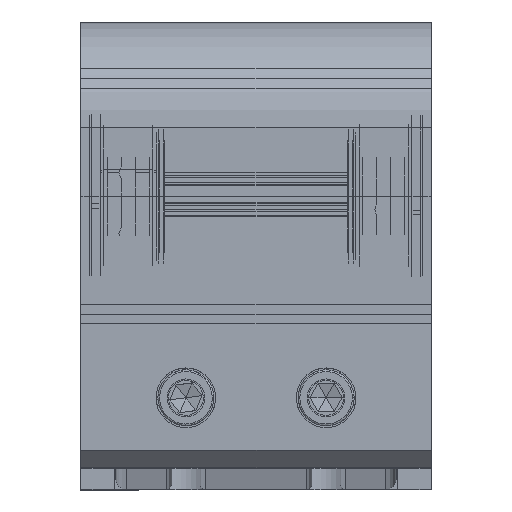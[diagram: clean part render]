
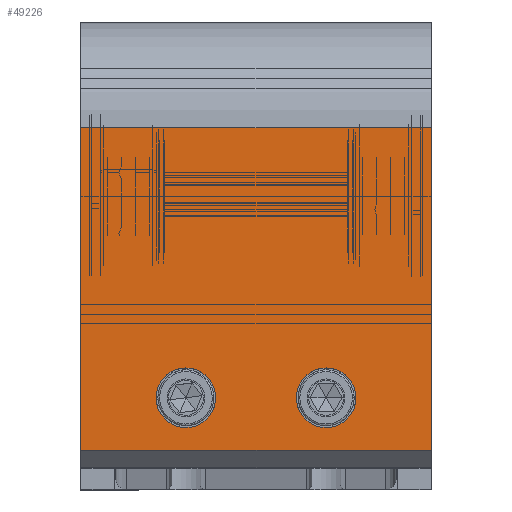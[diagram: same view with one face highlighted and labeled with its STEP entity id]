
A CAD part, top view. The second image highlights one B-rep face of the part: STEP entity #49226.
In plain terms, the highlighted planar face has unit normal (0, 0, 1).
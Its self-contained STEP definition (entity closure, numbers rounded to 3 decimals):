
#12747 = DIRECTION ( 'NONE',  ( 1., 0., 0. ) ) ;
#21178 = DIRECTION ( 'NONE',  ( 1., 0., 0. ) ) ;
#25759 = EDGE_CURVE ( 'NONE', #96404, #219722, #225857, .T. ) ;
#32330 = AXIS2_PLACEMENT_3D ( 'NONE', #170074, #267174, #21178 ) ;
#46633 = EDGE_CURVE ( 'NONE', #131108, #96404, #112311, .T. ) ;
#47061 = EDGE_CURVE ( 'NONE', #307971, #260225, #126373, .T. ) ;
#47208 = ORIENTED_EDGE ( 'NONE', *, *, #25759, .F. ) ;
#49226 = ADVANCED_FACE ( 'NONE', ( #117797, #140526, #245560 ), #292599, .F. ) ;
#55461 = AXIS2_PLACEMENT_3D ( 'NONE', #243930, #166342, #219738 ) ;
#66422 = EDGE_CURVE ( 'NONE', #310093, #188994, #229424, .T. ) ;
#75066 = EDGE_LOOP ( 'NONE', ( #260461, #47208, #81859, #206698 ) ) ;
#81859 = ORIENTED_EDGE ( 'NONE', *, *, #46633, .F. ) ;
#88994 = EDGE_LOOP ( 'NONE', ( #298261, #274182 ) ) ;
#96168 = CARTESIAN_POINT ( 'NONE',  ( 101.658, 203.108, 657.202 ) ) ;
#96404 = VERTEX_POINT ( 'NONE', #135314 ) ;
#96495 = CARTESIAN_POINT ( 'NONE',  ( 123.158, 218.108, 657.202 ) ) ;
#98599 = VERTEX_POINT ( 'NONE', #224897 ) ;
#100307 = CARTESIAN_POINT ( 'NONE',  ( 140.158, 218.108, 657.202 ) ) ;
#103171 = CIRCLE ( 'NONE', #206639, 8.5 ) ;
#103273 = DIRECTION ( 'NONE',  ( 0., 0., 1. ) ) ;
#104168 = EDGE_CURVE ( 'NONE', #131108, #98599, #139064, .T. ) ;
#110046 = CARTESIAN_POINT ( 'NONE',  ( 201.658, 295.108, 657.202 ) ) ;
#111326 = LINE ( 'NONE', #211597, #289320 ) ;
#112311 = LINE ( 'NONE', #160905, #178383 ) ;
#117797 = FACE_BOUND ( 'NONE', #153958, .T. ) ;
#123948 = DIRECTION ( 'NONE',  ( -1., 0., 0. ) ) ;
#126373 = CIRCLE ( 'NONE', #286671, 8.5 ) ;
#128879 = EDGE_CURVE ( 'NONE', #260225, #307971, #103171, .T. ) ;
#131108 = VERTEX_POINT ( 'NONE', #209418 ) ;
#135314 = CARTESIAN_POINT ( 'NONE',  ( 201.658, 203.108, 657.202 ) ) ;
#139064 = LINE ( 'NONE', #110046, #187033 ) ;
#140526 = FACE_BOUND ( 'NONE', #88994, .T. ) ;
#141208 = DIRECTION ( 'NONE',  ( 0., 0., 1. ) ) ;
#149835 = CARTESIAN_POINT ( 'NONE',  ( 201.658, 203.108, 657.202 ) ) ;
#153958 = EDGE_LOOP ( 'NONE', ( #168244, #291236 ) ) ;
#157099 = CARTESIAN_POINT ( 'NONE',  ( 163.158, 218.108, 657.202 ) ) ;
#160905 = CARTESIAN_POINT ( 'NONE',  ( 201.658, 203.108, 657.202 ) ) ;
#166342 = DIRECTION ( 'NONE',  ( 0., 0., -1. ) ) ;
#168244 = ORIENTED_EDGE ( 'NONE', *, *, #128879, .F. ) ;
#170074 = CARTESIAN_POINT ( 'NONE',  ( 171.658, 218.108, 657.202 ) ) ;
#178383 = VECTOR ( 'NONE', #235260, 1000. ) ;
#187033 = VECTOR ( 'NONE', #237680, 1000. ) ;
#188994 = VERTEX_POINT ( 'NONE', #245452 ) ;
#194139 = EDGE_CURVE ( 'NONE', #98599, #219722, #111326, .T. ) ;
#197740 = CIRCLE ( 'NONE', #32330, 8.5 ) ;
#201963 = DIRECTION ( 'NONE',  ( 1., 0., 0. ) ) ;
#206639 = AXIS2_PLACEMENT_3D ( 'NONE', #312140, #307421, #12747 ) ;
#206698 = ORIENTED_EDGE ( 'NONE', *, *, #104168, .T. ) ;
#208968 = AXIS2_PLACEMENT_3D ( 'NONE', #290052, #141208, #314319 ) ;
#209418 = CARTESIAN_POINT ( 'NONE',  ( 201.658, 295.108, 657.202 ) ) ;
#211597 = CARTESIAN_POINT ( 'NONE',  ( 101.658, 203.108, 657.202 ) ) ;
#219722 = VERTEX_POINT ( 'NONE', #96168 ) ;
#219738 = DIRECTION ( 'NONE',  ( 0., 1., 0. ) ) ;
#224897 = CARTESIAN_POINT ( 'NONE',  ( 101.658, 295.108, 657.202 ) ) ;
#225857 = LINE ( 'NONE', #149835, #263095 ) ;
#229424 = CIRCLE ( 'NONE', #208968, 8.5 ) ;
#235260 = DIRECTION ( 'NONE',  ( 0., -1., 0. ) ) ;
#237680 = DIRECTION ( 'NONE',  ( -1., 0., 0. ) ) ;
#243930 = CARTESIAN_POINT ( 'NONE',  ( 201.658, 203.108, 657.202 ) ) ;
#245452 = CARTESIAN_POINT ( 'NONE',  ( 180.158, 218.108, 657.202 ) ) ;
#245560 = FACE_OUTER_BOUND ( 'NONE', #75066, .T. ) ;
#253622 = CARTESIAN_POINT ( 'NONE',  ( 131.658, 218.108, 657.202 ) ) ;
#257054 = EDGE_CURVE ( 'NONE', #188994, #310093, #197740, .T. ) ;
#260225 = VERTEX_POINT ( 'NONE', #100307 ) ;
#260461 = ORIENTED_EDGE ( 'NONE', *, *, #194139, .T. ) ;
#263095 = VECTOR ( 'NONE', #123948, 1000. ) ;
#267174 = DIRECTION ( 'NONE',  ( 0., 0., 1. ) ) ;
#274182 = ORIENTED_EDGE ( 'NONE', *, *, #66422, .F. ) ;
#281341 = DIRECTION ( 'NONE',  ( 0., -1., 0. ) ) ;
#286671 = AXIS2_PLACEMENT_3D ( 'NONE', #253622, #103273, #201963 ) ;
#289320 = VECTOR ( 'NONE', #281341, 1000. ) ;
#290052 = CARTESIAN_POINT ( 'NONE',  ( 171.658, 218.108, 657.202 ) ) ;
#291236 = ORIENTED_EDGE ( 'NONE', *, *, #47061, .F. ) ;
#292599 = PLANE ( 'NONE',  #55461 ) ;
#298261 = ORIENTED_EDGE ( 'NONE', *, *, #257054, .F. ) ;
#307421 = DIRECTION ( 'NONE',  ( 0., 0., 1. ) ) ;
#307971 = VERTEX_POINT ( 'NONE', #96495 ) ;
#310093 = VERTEX_POINT ( 'NONE', #157099 ) ;
#312140 = CARTESIAN_POINT ( 'NONE',  ( 131.658, 218.108, 657.202 ) ) ;
#314319 = DIRECTION ( 'NONE',  ( 1., 0., 0. ) ) ;
